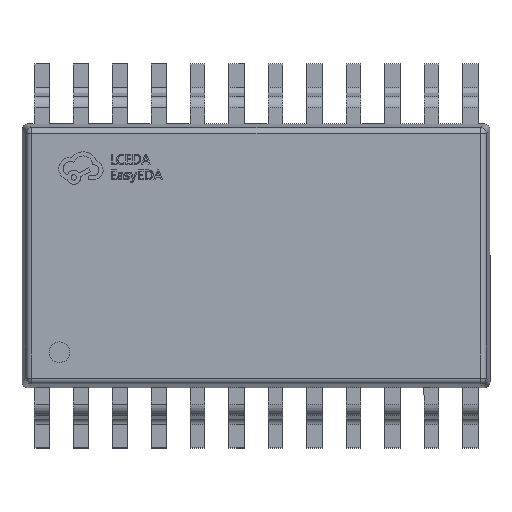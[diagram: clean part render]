
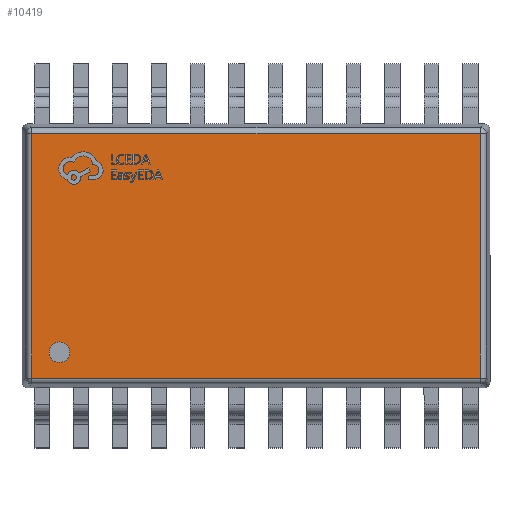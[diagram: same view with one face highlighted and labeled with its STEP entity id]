
A CAD part, top view. The second image highlights one B-rep face of the part: STEP entity #10419.
In plain terms, the highlighted planar face has unit normal (0, 0, 1).
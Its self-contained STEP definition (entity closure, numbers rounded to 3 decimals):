
#741 = CARTESIAN_POINT ( 'NONE',  ( -3.823, 2.036, 0.55 ) ) ;
#1631 = CARTESIAN_POINT ( 'NONE',  ( 3.736, -2.036, 0.55 ) ) ;
#2556 = EDGE_CURVE ( 'NONE', #30267, #11700, #25254, .T. ) ;
#2606 = EDGE_LOOP ( 'NONE', ( #31328, #22149, #21774, #28762 ) ) ;
#3387 = CARTESIAN_POINT ( 'NONE',  ( 3.736, 2.123, 0.55 ) ) ;
#4067 = LINE ( 'NONE', #16408, #5272 ) ;
#4533 = DIRECTION ( 'NONE',  ( 1., 0., 0. ) ) ;
#4549 = VERTEX_POINT ( 'NONE', #12182 ) ;
#5272 = VECTOR ( 'NONE', #4533, 1000. ) ;
#5362 = VERTEX_POINT ( 'NONE', #18594 ) ;
#5501 = FACE_BOUND ( 'NONE', #17723, .T. ) ;
#6602 = DIRECTION ( 'NONE',  ( 0., 0., 1. ) ) ;
#6998 = VECTOR ( 'NONE', #17221, 1000. ) ;
#7751 = EDGE_CURVE ( 'NONE', #17821, #5362, #11785, .T. ) ;
#7847 = CARTESIAN_POINT ( 'NONE',  ( -3.276, -1.606, 0.55 ) ) ;
#7874 = VECTOR ( 'NONE', #22248, 1000. ) ;
#7890 = DIRECTION ( 'NONE',  ( 1., 0., 0. ) ) ;
#8249 = ORIENTED_EDGE ( 'NONE', *, *, #30177, .F. ) ;
#9639 = VERTEX_POINT ( 'NONE', #1631 ) ;
#10266 = LINE ( 'NONE', #12023, #6998 ) ;
#10419 = ADVANCED_FACE ( 'NONE', ( #19605, #5501 ), #27336, .T. ) ;
#11700 = VERTEX_POINT ( 'NONE', #25563 ) ;
#11785 = CIRCLE ( 'NONE', #27417, 0.171 ) ;
#12023 = CARTESIAN_POINT ( 'NONE',  ( -3.736, -2.123, 0.55 ) ) ;
#12182 = CARTESIAN_POINT ( 'NONE',  ( -3.736, -2.036, 0.55 ) ) ;
#12252 = EDGE_CURVE ( 'NONE', #4549, #9639, #4067, .T. ) ;
#14973 = LINE ( 'NONE', #3387, #19991 ) ;
#15128 = DIRECTION ( 'NONE',  ( 1., 0., 0. ) ) ;
#15614 = CIRCLE ( 'NONE', #26151, 0.171 ) ;
#15873 = ORIENTED_EDGE ( 'NONE', *, *, #7751, .F. ) ;
#16408 = CARTESIAN_POINT ( 'NONE',  ( 3.823, -2.036, 0.55 ) ) ;
#17221 = DIRECTION ( 'NONE',  ( 0., -1., 0. ) ) ;
#17485 = DIRECTION ( 'NONE',  ( 0., 0., 1. ) ) ;
#17723 = EDGE_LOOP ( 'NONE', ( #8249, #15873 ) ) ;
#17821 = VERTEX_POINT ( 'NONE', #23637 ) ;
#18594 = CARTESIAN_POINT ( 'NONE',  ( -3.105, -1.606, 0.55 ) ) ;
#19605 = FACE_OUTER_BOUND ( 'NONE', #2606, .T. ) ;
#19903 = CARTESIAN_POINT ( 'NONE',  ( 0., 0., 0.55 ) ) ;
#19991 = VECTOR ( 'NONE', #24772, 1000. ) ;
#21285 = EDGE_CURVE ( 'NONE', #11700, #4549, #10266, .T. ) ;
#21774 = ORIENTED_EDGE ( 'NONE', *, *, #2556, .T. ) ;
#22149 = ORIENTED_EDGE ( 'NONE', *, *, #28459, .T. ) ;
#22248 = DIRECTION ( 'NONE',  ( -1., 0., 0. ) ) ;
#22408 = DIRECTION ( 'NONE',  ( 0., 0., 1. ) ) ;
#23362 = DIRECTION ( 'NONE',  ( 1., 0., 0. ) ) ;
#23637 = CARTESIAN_POINT ( 'NONE',  ( -3.447, -1.606, 0.55 ) ) ;
#24772 = DIRECTION ( 'NONE',  ( 0., 1., 0. ) ) ;
#25070 = CARTESIAN_POINT ( 'NONE',  ( 3.736, 2.036, 0.55 ) ) ;
#25254 = LINE ( 'NONE', #741, #7874 ) ;
#25563 = CARTESIAN_POINT ( 'NONE',  ( -3.736, 2.036, 0.55 ) ) ;
#26151 = AXIS2_PLACEMENT_3D ( 'NONE', #7847, #17485, #15128 ) ;
#26371 = CARTESIAN_POINT ( 'NONE',  ( -3.276, -1.606, 0.55 ) ) ;
#27336 = PLANE ( 'NONE',  #29395 ) ;
#27417 = AXIS2_PLACEMENT_3D ( 'NONE', #26371, #6602, #23362 ) ;
#28459 = EDGE_CURVE ( 'NONE', #9639, #30267, #14973, .T. ) ;
#28762 = ORIENTED_EDGE ( 'NONE', *, *, #21285, .T. ) ;
#29395 = AXIS2_PLACEMENT_3D ( 'NONE', #19903, #22408, #7890 ) ;
#30177 = EDGE_CURVE ( 'NONE', #5362, #17821, #15614, .T. ) ;
#30267 = VERTEX_POINT ( 'NONE', #25070 ) ;
#31328 = ORIENTED_EDGE ( 'NONE', *, *, #12252, .T. ) ;
